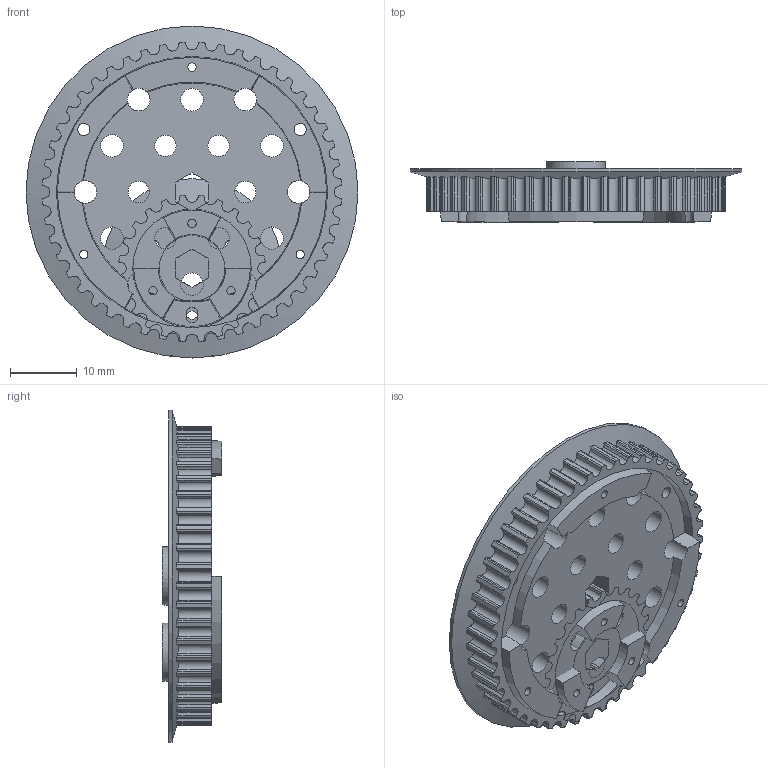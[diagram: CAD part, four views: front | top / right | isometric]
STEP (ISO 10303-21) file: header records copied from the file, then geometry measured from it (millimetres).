
FILE_DESCRIPTION(/* description */ ('STEP AP242','CAx-IF Rec.Pracs.---Representation and Presentation of Product Manufacturing Information (PMI)---4.0---2014-10-13','CAx-IF Rec.Pracs.---3D Tessellated Geometry---0.4---2014-09-14','2;1'),/* implementation_level */ '2;1');
FILE_NAME(/* name */ '668c8ad31ccbe10d719d857e',/* time_stamp */ '2024-07-09T00:56:52Z',/* author */ (''),/* organization */ (''),/* preprocessor_version */ 'ST-DEVELOPER v20',/* originating_system */ ' ',/* authorisation */ ' ');
FILE_SCHEMA (('AP242_MANAGED_MODEL_BASED_3D_ENGINEERING_MIM_LF { 1 0 10303 442 1 1 4 }'));
Length unit declared in the file: metre
Products named in the file (2): REV-41-1675; REV-41-1669
Bounding box: 49.84 x 9 x 49.84 mm (x, y, z)
Volume: 7158.8 mm3; surface area: 10694.2 mm2
Topology: 2 solids, 2 shells, 877 faces, 2772 edges, 1908 vertices
Faces by surface type: cylinder 511, plane 241, cone 125
Full cylindrical faces by diameter (mm): 1.25 x6, 1.8 x6, 3.2 x6, 3.4 x12, 26.918 x1, 49.837 x1
Entity records: 32122 total; most frequent: CARTESIAN_POINT 7884, ORIENTED_EDGE 5396, DIRECTION 4909, EDGE_CURVE 2698, AXIS2_PLACEMENT_3D 2032, VERTEX_POINT 1874, CIRCLE 1124, EDGE_LOOP 990
